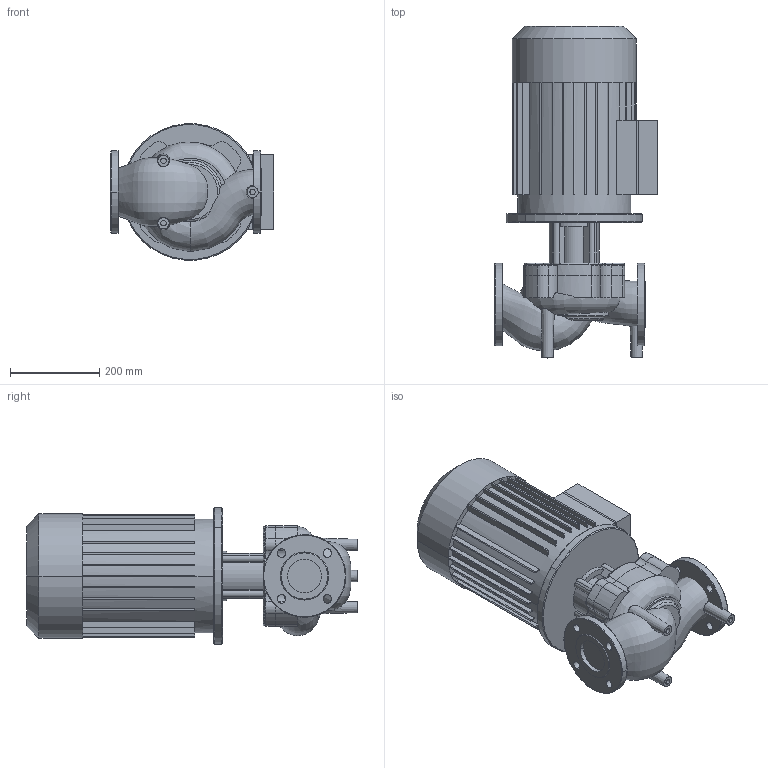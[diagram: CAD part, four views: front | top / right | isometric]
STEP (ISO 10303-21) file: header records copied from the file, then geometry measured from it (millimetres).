
FILE_DESCRIPTION((''),'2;1');
FILE_NAME('3d_IL65_130-5_5_2-2120894.stp','2016-05-24T11:22:18',(''),(''),'Mechanical Desktop 2009','Mechanical Desktop 2009',', , ');
FILE_SCHEMA(('CONFIG_CONTROL_DESIGN'));
Length unit declared in the file: millimetre
Products named in the file (1): Product
Bounding box: 368 x 745.03 x 305.83 mm (x, y, z)
Volume: 35271892.7 mm3; surface area: 1423432 mm2
Topology: 10 solids, 10 shells, 453 faces, 1222 edges, 790 vertices
Faces by surface type: plane 136, cylinder 129, bspline 127, torus 50, cone 11
Entity records: 24032 total; most frequent: CARTESIAN_POINT 12771, ORIENTED_EDGE 2412, DIRECTION 2279, EDGE_CURVE 1206, AXIS2_PLACEMENT_3D 885, VERTEX_POINT 785, CIRCLE 558, VECTOR 509
